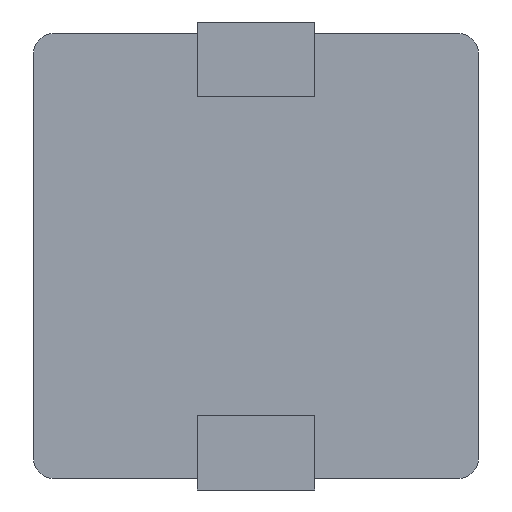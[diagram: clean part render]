
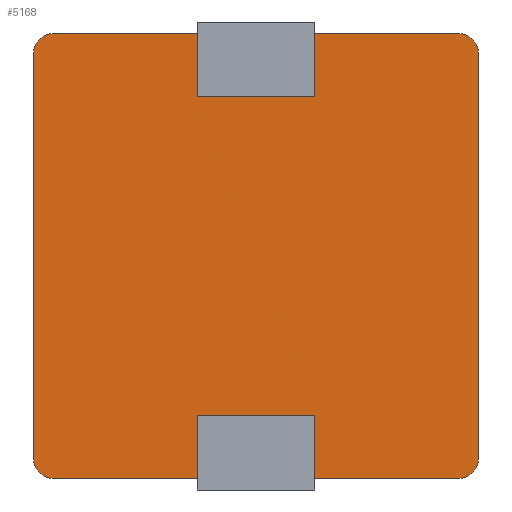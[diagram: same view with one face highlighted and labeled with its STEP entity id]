
A CAD part, front view. The second image highlights one B-rep face of the part: STEP entity #5168.
In plain terms, the highlighted planar face has unit normal (0, -1, 0).
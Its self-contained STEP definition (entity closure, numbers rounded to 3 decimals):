
#6 = VERTEX_POINT ( 'NONE', #1028 ) ;
#21 = DIRECTION ( 'NONE',  ( 0., 0., -1. ) ) ;
#28 = VERTEX_POINT ( 'NONE', #3238 ) ;
#36 = DIRECTION ( 'NONE',  ( 0., 1., 0. ) ) ;
#46 = VECTOR ( 'NONE', #4689, 1000. ) ;
#147 = AXIS2_PLACEMENT_3D ( 'NONE', #341, #877, #2699 ) ;
#241 = CARTESIAN_POINT ( 'NONE',  ( 0.75, 0., 2.05 ) ) ;
#271 = DIRECTION ( 'NONE',  ( 0., 0., 1. ) ) ;
#302 = LINE ( 'NONE', #2063, #5113 ) ;
#341 = CARTESIAN_POINT ( 'NONE',  ( -2.6, 0., -2.6 ) ) ;
#346 = FACE_OUTER_BOUND ( 'NONE', #3199, .T. ) ;
#461 = VERTEX_POINT ( 'NONE', #4696 ) ;
#493 = CARTESIAN_POINT ( 'NONE',  ( 2.6, 0., -2.6 ) ) ;
#529 = CARTESIAN_POINT ( 'NONE',  ( -0.75, 0., -2.85 ) ) ;
#554 = VERTEX_POINT ( 'NONE', #1269 ) ;
#581 = CARTESIAN_POINT ( 'NONE',  ( 0.75, 0., 2.85 ) ) ;
#588 = EDGE_CURVE ( 'NONE', #2087, #554, #696, .T. ) ;
#591 = LINE ( 'NONE', #4683, #1876 ) ;
#696 = LINE ( 'NONE', #5256, #5530 ) ;
#722 = ORIENTED_EDGE ( 'NONE', *, *, #4803, .F. ) ;
#731 = VECTOR ( 'NONE', #21, 1000. ) ;
#850 = PLANE ( 'NONE',  #1489 ) ;
#873 = VECTOR ( 'NONE', #5535, 1000. ) ;
#876 = DIRECTION ( 'NONE',  ( 0., 0., 1. ) ) ;
#877 = DIRECTION ( 'NONE',  ( 0., 1., 0. ) ) ;
#956 = ORIENTED_EDGE ( 'NONE', *, *, #5478, .F. ) ;
#966 = VERTEX_POINT ( 'NONE', #529 ) ;
#996 = EDGE_CURVE ( 'NONE', #966, #554, #5747, .T. ) ;
#1022 = LINE ( 'NONE', #2834, #3864 ) ;
#1028 = CARTESIAN_POINT ( 'NONE',  ( -0.75, 0., 2.05 ) ) ;
#1110 = CARTESIAN_POINT ( 'NONE',  ( -2.6, 0., 2.6 ) ) ;
#1167 = VERTEX_POINT ( 'NONE', #5220 ) ;
#1182 = DIRECTION ( 'NONE',  ( -1., 0., 0. ) ) ;
#1195 = ORIENTED_EDGE ( 'NONE', *, *, #5539, .F. ) ;
#1269 = CARTESIAN_POINT ( 'NONE',  ( -0.75, 0., -2.05 ) ) ;
#1297 = AXIS2_PLACEMENT_3D ( 'NONE', #1110, #5584, #4659 ) ;
#1385 = ORIENTED_EDGE ( 'NONE', *, *, #4375, .F. ) ;
#1444 = ORIENTED_EDGE ( 'NONE', *, *, #588, .F. ) ;
#1475 = CARTESIAN_POINT ( 'NONE',  ( -2.85, 0., 2.6 ) ) ;
#1489 = AXIS2_PLACEMENT_3D ( 'NONE', #4882, #3183, #4404 ) ;
#1573 = CARTESIAN_POINT ( 'NONE',  ( -2.6, 0., -2.85 ) ) ;
#1635 = ORIENTED_EDGE ( 'NONE', *, *, #5035, .F. ) ;
#1794 = DIRECTION ( 'NONE',  ( 0., 0., 1. ) ) ;
#1835 = CARTESIAN_POINT ( 'NONE',  ( 0.75, 0., 2.85 ) ) ;
#1876 = VECTOR ( 'NONE', #1940, 1000. ) ;
#1940 = DIRECTION ( 'NONE',  ( -1., 0., 0. ) ) ;
#2001 = ORIENTED_EDGE ( 'NONE', *, *, #3395, .F. ) ;
#2063 = CARTESIAN_POINT ( 'NONE',  ( 0.75, 0., -2.85 ) ) ;
#2087 = VERTEX_POINT ( 'NONE', #4758 ) ;
#2128 = VERTEX_POINT ( 'NONE', #4913 ) ;
#2188 = CARTESIAN_POINT ( 'NONE',  ( 2.6, 0., 2.6 ) ) ;
#2293 = EDGE_CURVE ( 'NONE', #4094, #3422, #2369, .T. ) ;
#2303 = DIRECTION ( 'NONE',  ( 0., 0., 1. ) ) ;
#2312 = CARTESIAN_POINT ( 'NONE',  ( -2.85, 0., 2.6 ) ) ;
#2318 = CARTESIAN_POINT ( 'NONE',  ( 2.85, 0., 2.6 ) ) ;
#2369 = LINE ( 'NONE', #581, #873 ) ;
#2530 = CIRCLE ( 'NONE', #4908, 0.25 ) ;
#2549 = DIRECTION ( 'NONE',  ( -1., 0., 0. ) ) ;
#2696 = EDGE_CURVE ( 'NONE', #3794, #461, #2994, .T. ) ;
#2699 = DIRECTION ( 'NONE',  ( 0., 0., -1. ) ) ;
#2834 = CARTESIAN_POINT ( 'NONE',  ( -2.6, 0., 2.85 ) ) ;
#2862 = VERTEX_POINT ( 'NONE', #5069 ) ;
#2972 = VERTEX_POINT ( 'NONE', #3011 ) ;
#2994 = LINE ( 'NONE', #3916, #4682 ) ;
#3001 = ORIENTED_EDGE ( 'NONE', *, *, #2293, .F. ) ;
#3011 = CARTESIAN_POINT ( 'NONE',  ( 2.6, 0., 2.85 ) ) ;
#3105 = AXIS2_PLACEMENT_3D ( 'NONE', #493, #36, #5499 ) ;
#3183 = DIRECTION ( 'NONE',  ( 0., -1., 0. ) ) ;
#3199 = EDGE_LOOP ( 'NONE', ( #1444, #5348, #4597, #1385, #956, #3293, #1195, #3001, #5811, #4648, #722, #4899, #2001, #1635, #4463, #4214 ) ) ;
#3204 = LINE ( 'NONE', #1475, #3589 ) ;
#3238 = CARTESIAN_POINT ( 'NONE',  ( -2.6, 0., 2.85 ) ) ;
#3260 = VERTEX_POINT ( 'NONE', #1573 ) ;
#3293 = ORIENTED_EDGE ( 'NONE', *, *, #3327, .F. ) ;
#3327 = EDGE_CURVE ( 'NONE', #2972, #5634, #2530, .T. ) ;
#3395 = EDGE_CURVE ( 'NONE', #2128, #4991, #3204, .T. ) ;
#3409 = CARTESIAN_POINT ( 'NONE',  ( -2.6, 0., -2.85 ) ) ;
#3422 = VERTEX_POINT ( 'NONE', #1835 ) ;
#3459 = DIRECTION ( 'NONE',  ( 0., 0., 1. ) ) ;
#3530 = CARTESIAN_POINT ( 'NONE',  ( 2.6, 0., -2.85 ) ) ;
#3589 = VECTOR ( 'NONE', #2303, 1000. ) ;
#3606 = CARTESIAN_POINT ( 'NONE',  ( -0.75, 0., 2.85 ) ) ;
#3666 = CARTESIAN_POINT ( 'NONE',  ( -2.6, 0., 2.85 ) ) ;
#3761 = CIRCLE ( 'NONE', #1297, 0.25 ) ;
#3794 = VERTEX_POINT ( 'NONE', #3530 ) ;
#3810 = VECTOR ( 'NONE', #3459, 1000. ) ;
#3864 = VECTOR ( 'NONE', #4658, 1000. ) ;
#3916 = CARTESIAN_POINT ( 'NONE',  ( -2.6, 0., -2.85 ) ) ;
#3975 = EDGE_CURVE ( 'NONE', #966, #3260, #5668, .T. ) ;
#4068 = EDGE_CURVE ( 'NONE', #4991, #28, #3761, .T. ) ;
#4094 = VERTEX_POINT ( 'NONE', #241 ) ;
#4133 = EDGE_CURVE ( 'NONE', #461, #2087, #302, .T. ) ;
#4141 = DIRECTION ( 'NONE',  ( 1., 0., 0. ) ) ;
#4214 = ORIENTED_EDGE ( 'NONE', *, *, #996, .T. ) ;
#4290 = CARTESIAN_POINT ( 'NONE',  ( 2.85, 0., 2.6 ) ) ;
#4317 = CARTESIAN_POINT ( 'NONE',  ( -0.75, 0., -2.85 ) ) ;
#4375 = EDGE_CURVE ( 'NONE', #1167, #3794, #4727, .T. ) ;
#4404 = DIRECTION ( 'NONE',  ( 0., 0., -1. ) ) ;
#4415 = LINE ( 'NONE', #3606, #5204 ) ;
#4437 = CIRCLE ( 'NONE', #147, 0.25 ) ;
#4463 = ORIENTED_EDGE ( 'NONE', *, *, #3975, .F. ) ;
#4597 = ORIENTED_EDGE ( 'NONE', *, *, #2696, .F. ) ;
#4648 = ORIENTED_EDGE ( 'NONE', *, *, #5832, .T. ) ;
#4658 = DIRECTION ( 'NONE',  ( 1., 0., 0. ) ) ;
#4659 = DIRECTION ( 'NONE',  ( 0., 0., -1. ) ) ;
#4682 = VECTOR ( 'NONE', #2549, 1000. ) ;
#4683 = CARTESIAN_POINT ( 'NONE',  ( 0.75, 0., 2.05 ) ) ;
#4689 = DIRECTION ( 'NONE',  ( -1., 0., 0. ) ) ;
#4696 = CARTESIAN_POINT ( 'NONE',  ( 0.75, 0., -2.85 ) ) ;
#4727 = CIRCLE ( 'NONE', #3105, 0.25 ) ;
#4733 = VECTOR ( 'NONE', #4141, 1000. ) ;
#4758 = CARTESIAN_POINT ( 'NONE',  ( 0.75, 0., -2.05 ) ) ;
#4803 = EDGE_CURVE ( 'NONE', #28, #2862, #1022, .T. ) ;
#4882 = CARTESIAN_POINT ( 'NONE',  ( 2.6, 0., -2.6 ) ) ;
#4899 = ORIENTED_EDGE ( 'NONE', *, *, #4068, .F. ) ;
#4908 = AXIS2_PLACEMENT_3D ( 'NONE', #2188, #5405, #876 ) ;
#4913 = CARTESIAN_POINT ( 'NONE',  ( -2.85, 0., -2.6 ) ) ;
#4991 = VERTEX_POINT ( 'NONE', #2312 ) ;
#5035 = EDGE_CURVE ( 'NONE', #3260, #2128, #4437, .T. ) ;
#5069 = CARTESIAN_POINT ( 'NONE',  ( -0.75, 0., 2.85 ) ) ;
#5091 = LINE ( 'NONE', #3666, #4733 ) ;
#5113 = VECTOR ( 'NONE', #271, 1000. ) ;
#5168 = ADVANCED_FACE ( 'NONE', ( #346 ), #850, .T. ) ;
#5204 = VECTOR ( 'NONE', #1794, 1000. ) ;
#5220 = CARTESIAN_POINT ( 'NONE',  ( 2.85, 0., -2.6 ) ) ;
#5256 = CARTESIAN_POINT ( 'NONE',  ( 0.75, 0., -2.05 ) ) ;
#5348 = ORIENTED_EDGE ( 'NONE', *, *, #4133, .F. ) ;
#5405 = DIRECTION ( 'NONE',  ( 0., 1., 0. ) ) ;
#5453 = LINE ( 'NONE', #2318, #731 ) ;
#5463 = EDGE_CURVE ( 'NONE', #4094, #6, #591, .T. ) ;
#5478 = EDGE_CURVE ( 'NONE', #5634, #1167, #5453, .T. ) ;
#5499 = DIRECTION ( 'NONE',  ( 0., 0., -1. ) ) ;
#5530 = VECTOR ( 'NONE', #1182, 1000. ) ;
#5535 = DIRECTION ( 'NONE',  ( 0., 0., 1. ) ) ;
#5539 = EDGE_CURVE ( 'NONE', #3422, #2972, #5091, .T. ) ;
#5584 = DIRECTION ( 'NONE',  ( 0., 1., 0. ) ) ;
#5634 = VERTEX_POINT ( 'NONE', #4290 ) ;
#5668 = LINE ( 'NONE', #3409, #46 ) ;
#5747 = LINE ( 'NONE', #4317, #3810 ) ;
#5811 = ORIENTED_EDGE ( 'NONE', *, *, #5463, .T. ) ;
#5832 = EDGE_CURVE ( 'NONE', #6, #2862, #4415, .T. ) ;
